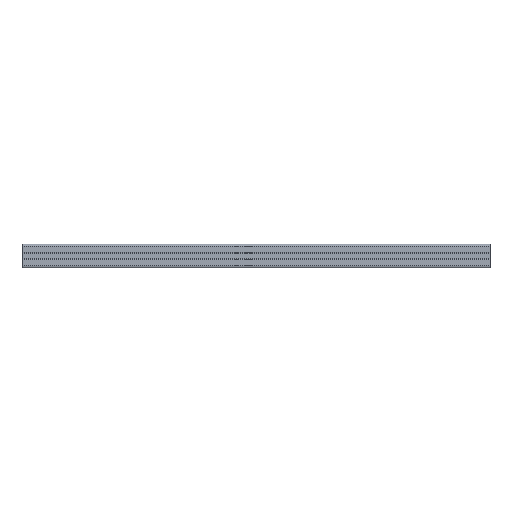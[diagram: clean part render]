
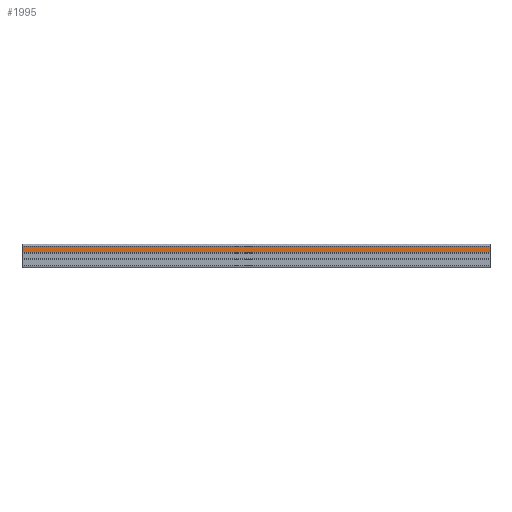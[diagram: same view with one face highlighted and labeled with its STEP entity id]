
A CAD part, front view. The second image highlights one B-rep face of the part: STEP entity #1995.
In plain terms, the highlighted planar face has unit normal (0, -1, 0).
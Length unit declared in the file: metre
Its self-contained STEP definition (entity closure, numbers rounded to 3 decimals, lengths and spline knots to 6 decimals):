
#14=PLANE('',#2120);
#71=LINE('',#2996,#271);
#72=LINE('',#3000,#272);
#73=LINE('',#3002,#273);
#74=LINE('',#3004,#274);
#271=VECTOR('',#2358,1.);
#272=VECTOR('',#2363,1.);
#273=VECTOR('',#2364,1.);
#274=VECTOR('',#2365,1.);
#482=ORIENTED_EDGE('',*,*,#1100,.T.);
#483=ORIENTED_EDGE('',*,*,#1102,.F.);
#484=ORIENTED_EDGE('',*,*,#1103,.F.);
#485=ORIENTED_EDGE('',*,*,#1104,.T.);
#1100=EDGE_CURVE('',#1409,#1408,#71,.T.);
#1102=EDGE_CURVE('',#1410,#1408,#72,.F.);
#1103=EDGE_CURVE('',#1411,#1410,#73,.T.);
#1104=EDGE_CURVE('',#1411,#1409,#74,.F.);
#1408=VERTEX_POINT('',#2995);
#1409=VERTEX_POINT('',#2997);
#1410=VERTEX_POINT('',#3001);
#1411=VERTEX_POINT('',#3003);
#1723=EDGE_LOOP('',(#482,#483,#484,#485));
#1831=FACE_BOUND('',#1723,.T.);
#1995=ADVANCED_FACE('',(#1831),#14,.T.);
#2120=AXIS2_PLACEMENT_3D('',#2999,#2361,#2362);
#2358=DIRECTION('',(-1.,0.,0.));
#2361=DIRECTION('',(0.,-1.,0.));
#2362=DIRECTION('',(0.,0.,-1.));
#2363=DIRECTION('',(0.,0.,-1.));
#2364=DIRECTION('',(-1.,0.,0.));
#2365=DIRECTION('',(0.,0.,-1.));
#2995=CARTESIAN_POINT('',(-0.4,-0.01,0.0085));
#2996=CARTESIAN_POINT('',(0.,-0.01,0.0085));
#2997=CARTESIAN_POINT('',(0.,-0.01,0.0085));
#2999=CARTESIAN_POINT('',(0.,-0.01,0.005819));
#3000=CARTESIAN_POINT('',(-0.4,-0.01,0.005819));
#3001=CARTESIAN_POINT('',(-0.4,-0.01,0.003138));
#3002=CARTESIAN_POINT('',(0.,-0.01,0.003138));
#3003=CARTESIAN_POINT('',(0.,-0.01,0.003138));
#3004=CARTESIAN_POINT('',(0.,-0.01,0.005819));
